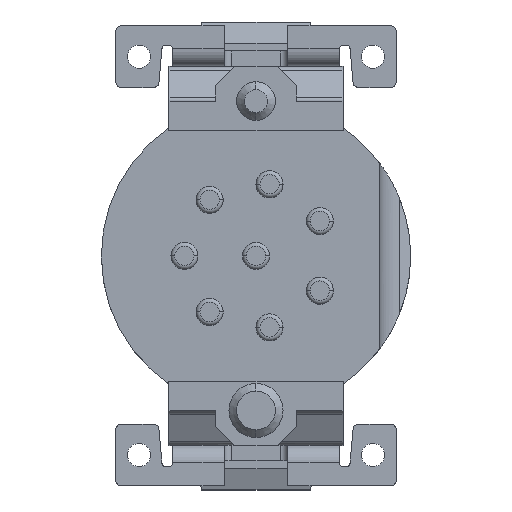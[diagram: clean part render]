
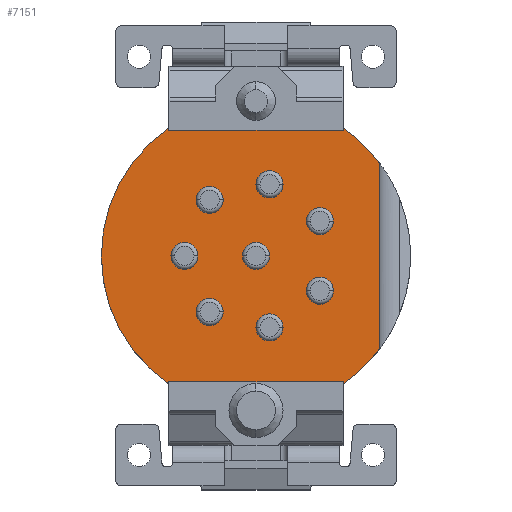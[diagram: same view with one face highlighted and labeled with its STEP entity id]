
A CAD part, top view. The second image highlights one B-rep face of the part: STEP entity #7151.
In plain terms, the highlighted planar face has unit normal (0, 0, 1).
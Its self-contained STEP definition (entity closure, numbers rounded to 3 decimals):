
#22=DIRECTION('',(0.,1.,0.));
#23=VECTOR('',#22,4.8);
#24=CARTESIAN_POINT('',(3.2,-2.4,-1.));
#25=LINE('',#24,#23);
#26=DIRECTION('',(0.,1.,0.));
#27=VECTOR('',#26,0.057);
#28=CARTESIAN_POINT('',(2.25,-3.307,-1.));
#29=LINE('',#28,#27);
#30=DIRECTION('',(-1.,0.,0.));
#31=VECTOR('',#30,4.5);
#32=CARTESIAN_POINT('',(2.25,-3.25,-1.));
#33=LINE('',#32,#31);
#34=DIRECTION('',(0.,1.,0.));
#35=VECTOR('',#34,0.057);
#36=CARTESIAN_POINT('',(-2.25,-3.307,-1.));
#37=LINE('',#36,#35);
#38=DIRECTION('',(0.,-1.,0.));
#39=VECTOR('',#38,0.057);
#40=CARTESIAN_POINT('',(-2.25,3.307,-1.));
#41=LINE('',#40,#39);
#42=DIRECTION('',(1.,0.,0.));
#43=VECTOR('',#42,4.5);
#44=CARTESIAN_POINT('',(-2.25,3.25,-1.));
#45=LINE('',#44,#43);
#46=DIRECTION('',(0.,-1.,0.));
#47=VECTOR('',#46,0.057);
#48=CARTESIAN_POINT('',(2.25,3.307,-1.));
#49=LINE('',#48,#47);
#50=CARTESIAN_POINT('',(1.65,0.9,-1.));
#51=DIRECTION('',(0.,0.,-1.));
#52=DIRECTION('',(1.,0.,0.));
#53=AXIS2_PLACEMENT_3D('',#50,#51,#52);
#55=CARTESIAN_POINT('',(1.65,0.9,-1.));
#56=DIRECTION('',(0.,0.,-1.));
#57=DIRECTION('',(-1.,0.,0.));
#58=AXIS2_PLACEMENT_3D('',#55,#56,#57);
#60=CARTESIAN_POINT('',(1.65,-0.9,-1.));
#61=DIRECTION('',(0.,0.,-1.));
#62=DIRECTION('',(1.,0.,0.));
#63=AXIS2_PLACEMENT_3D('',#60,#61,#62);
#65=CARTESIAN_POINT('',(1.65,-0.9,-1.));
#66=DIRECTION('',(0.,0.,-1.));
#67=DIRECTION('',(-1.,0.,0.));
#68=AXIS2_PLACEMENT_3D('',#65,#66,#67);
#70=CARTESIAN_POINT('',(0.35,-1.85,-1.));
#71=DIRECTION('',(0.,0.,-1.));
#72=DIRECTION('',(1.,0.,0.));
#73=AXIS2_PLACEMENT_3D('',#70,#71,#72);
#75=CARTESIAN_POINT('',(0.35,-1.85,-1.));
#76=DIRECTION('',(0.,0.,-1.));
#77=DIRECTION('',(-1.,0.,0.));
#78=AXIS2_PLACEMENT_3D('',#75,#76,#77);
#80=CARTESIAN_POINT('',(-1.2,-1.45,-1.));
#81=DIRECTION('',(0.,0.,-1.));
#82=DIRECTION('',(1.,0.,0.));
#83=AXIS2_PLACEMENT_3D('',#80,#81,#82);
#85=CARTESIAN_POINT('',(-1.2,-1.45,-1.));
#86=DIRECTION('',(0.,0.,-1.));
#87=DIRECTION('',(-1.,0.,0.));
#88=AXIS2_PLACEMENT_3D('',#85,#86,#87);
#90=CARTESIAN_POINT('',(-1.85,0.,-1.));
#91=DIRECTION('',(0.,0.,-1.));
#92=DIRECTION('',(1.,0.,0.));
#93=AXIS2_PLACEMENT_3D('',#90,#91,#92);
#95=CARTESIAN_POINT('',(-1.85,0.,-1.));
#96=DIRECTION('',(0.,0.,-1.));
#97=DIRECTION('',(-1.,0.,0.));
#98=AXIS2_PLACEMENT_3D('',#95,#96,#97);
#100=CARTESIAN_POINT('',(-1.2,1.45,-1.));
#101=DIRECTION('',(0.,0.,-1.));
#102=DIRECTION('',(1.,0.,0.));
#103=AXIS2_PLACEMENT_3D('',#100,#101,#102);
#105=CARTESIAN_POINT('',(-1.2,1.45,-1.));
#106=DIRECTION('',(0.,0.,-1.));
#107=DIRECTION('',(-1.,0.,0.));
#108=AXIS2_PLACEMENT_3D('',#105,#106,#107);
#110=CARTESIAN_POINT('',(0.35,1.85,-1.));
#111=DIRECTION('',(0.,0.,-1.));
#112=DIRECTION('',(1.,0.,0.));
#113=AXIS2_PLACEMENT_3D('',#110,#111,#112);
#115=CARTESIAN_POINT('',(0.35,1.85,-1.));
#116=DIRECTION('',(0.,0.,-1.));
#117=DIRECTION('',(-1.,0.,0.));
#118=AXIS2_PLACEMENT_3D('',#115,#116,#117);
#120=CARTESIAN_POINT('',(0.,0.,-1.));
#121=DIRECTION('',(0.,0.,-1.));
#122=DIRECTION('',(1.,0.,0.));
#123=AXIS2_PLACEMENT_3D('',#120,#121,#122);
#125=CARTESIAN_POINT('',(0.,0.,-1.));
#126=DIRECTION('',(0.,0.,-1.));
#127=DIRECTION('',(-1.,0.,0.));
#128=AXIS2_PLACEMENT_3D('',#125,#126,#127);
#187=CARTESIAN_POINT('',(0.,0.,-1.));
#188=DIRECTION('',(0.,0.,1.));
#189=DIRECTION('',(0.563,-0.827,0.));
#190=AXIS2_PLACEMENT_3D('',#187,#188,#189);
#234=CARTESIAN_POINT('',(0.,0.,-1.));
#235=DIRECTION('',(0.,0.,1.));
#236=DIRECTION('',(0.8,0.6,0.));
#237=AXIS2_PLACEMENT_3D('',#234,#235,#236);
#548=CARTESIAN_POINT('',(0.,0.,-1.));
#549=DIRECTION('',(0.,0.,-1.));
#550=DIRECTION('',(-0.563,-0.827,0.));
#551=AXIS2_PLACEMENT_3D('',#548,#549,#550);
#5611=CARTESIAN_POINT('',(2.25,-3.25,-1.));
#5612=CARTESIAN_POINT('',(-2.25,-3.25,-1.));
#5613=VERTEX_POINT('',#5611);
#5614=VERTEX_POINT('',#5612);
#5615=CARTESIAN_POINT('',(-2.25,3.25,-1.));
#5616=CARTESIAN_POINT('',(2.25,3.25,-1.));
#5617=VERTEX_POINT('',#5615);
#5618=VERTEX_POINT('',#5616);
#5619=CARTESIAN_POINT('',(-2.25,-3.307,-1.));
#5620=VERTEX_POINT('',#5619);
#5621=CARTESIAN_POINT('',(2.25,-3.307,-1.));
#5622=VERTEX_POINT('',#5621);
#5623=CARTESIAN_POINT('',(2.25,3.307,-1.));
#5624=VERTEX_POINT('',#5623);
#5625=CARTESIAN_POINT('',(-2.25,3.307,-1.));
#5626=VERTEX_POINT('',#5625);
#5643=CARTESIAN_POINT('',(3.2,-2.4,-1.));
#5644=CARTESIAN_POINT('',(3.2,2.4,-1.));
#5645=VERTEX_POINT('',#5643);
#5646=VERTEX_POINT('',#5644);
#6988=CARTESIAN_POINT('',(2.,0.9,-1.));
#6989=CARTESIAN_POINT('',(1.3,0.9,-1.));
#6990=VERTEX_POINT('',#6988);
#6991=VERTEX_POINT('',#6989);
#7000=CARTESIAN_POINT('',(2.,-0.9,-1.));
#7001=CARTESIAN_POINT('',(1.3,-0.9,-1.));
#7002=VERTEX_POINT('',#7000);
#7003=VERTEX_POINT('',#7001);
#7012=CARTESIAN_POINT('',(0.7,-1.85,-1.));
#7013=CARTESIAN_POINT('',(0.,-1.85,-1.));
#7014=VERTEX_POINT('',#7012);
#7015=VERTEX_POINT('',#7013);
#7024=CARTESIAN_POINT('',(-0.85,-1.45,-1.));
#7025=CARTESIAN_POINT('',(-1.55,-1.45,-1.));
#7026=VERTEX_POINT('',#7024);
#7027=VERTEX_POINT('',#7025);
#7036=CARTESIAN_POINT('',(-1.5,0.,-1.));
#7037=CARTESIAN_POINT('',(-2.2,0.,-1.));
#7038=VERTEX_POINT('',#7036);
#7039=VERTEX_POINT('',#7037);
#7048=CARTESIAN_POINT('',(-0.85,1.45,-1.));
#7049=CARTESIAN_POINT('',(-1.55,1.45,-1.));
#7050=VERTEX_POINT('',#7048);
#7051=VERTEX_POINT('',#7049);
#7060=CARTESIAN_POINT('',(0.7,1.85,-1.));
#7061=CARTESIAN_POINT('',(0.,1.85,-1.));
#7062=VERTEX_POINT('',#7060);
#7063=VERTEX_POINT('',#7061);
#7072=CARTESIAN_POINT('',(0.35,0.,-1.));
#7073=CARTESIAN_POINT('',(-0.35,0.,-1.));
#7074=VERTEX_POINT('',#7072);
#7075=VERTEX_POINT('',#7073);
#7076=CARTESIAN_POINT('',(0.,0.,-1.));
#7077=DIRECTION('',(0.,0.,1.));
#7078=DIRECTION('',(0.,1.,0.));
#7079=AXIS2_PLACEMENT_3D('',#7076,#7077,#7078);
#7080=PLANE('',#7079);
#7082=ORIENTED_EDGE('',*,*,#7081,.F.);
#7084=ORIENTED_EDGE('',*,*,#7083,.F.);
#7086=ORIENTED_EDGE('',*,*,#7085,.T.);
#7088=ORIENTED_EDGE('',*,*,#7087,.T.);
#7090=ORIENTED_EDGE('',*,*,#7089,.F.);
#7092=ORIENTED_EDGE('',*,*,#7091,.T.);
#7094=ORIENTED_EDGE('',*,*,#7093,.T.);
#7096=ORIENTED_EDGE('',*,*,#7095,.T.);
#7098=ORIENTED_EDGE('',*,*,#7097,.F.);
#7100=ORIENTED_EDGE('',*,*,#7099,.F.);
#7101=EDGE_LOOP('',(#7082,#7084,#7086,#7088,#7090,#7092,#7094,#7096,#7098,
#7100));
#7102=FACE_OUTER_BOUND('',#7101,.F.);
#7104=ORIENTED_EDGE('',*,*,#7103,.F.);
#7106=ORIENTED_EDGE('',*,*,#7105,.F.);
#7107=EDGE_LOOP('',(#7104,#7106));
#7108=FACE_BOUND('',#7107,.F.);
#7110=ORIENTED_EDGE('',*,*,#7109,.F.);
#7112=ORIENTED_EDGE('',*,*,#7111,.F.);
#7113=EDGE_LOOP('',(#7110,#7112));
#7114=FACE_BOUND('',#7113,.F.);
#7116=ORIENTED_EDGE('',*,*,#7115,.F.);
#7118=ORIENTED_EDGE('',*,*,#7117,.F.);
#7119=EDGE_LOOP('',(#7116,#7118));
#7120=FACE_BOUND('',#7119,.F.);
#7122=ORIENTED_EDGE('',*,*,#7121,.F.);
#7124=ORIENTED_EDGE('',*,*,#7123,.F.);
#7125=EDGE_LOOP('',(#7122,#7124));
#7126=FACE_BOUND('',#7125,.F.);
#7128=ORIENTED_EDGE('',*,*,#7127,.F.);
#7130=ORIENTED_EDGE('',*,*,#7129,.F.);
#7131=EDGE_LOOP('',(#7128,#7130));
#7132=FACE_BOUND('',#7131,.F.);
#7134=ORIENTED_EDGE('',*,*,#7133,.F.);
#7136=ORIENTED_EDGE('',*,*,#7135,.F.);
#7137=EDGE_LOOP('',(#7134,#7136));
#7138=FACE_BOUND('',#7137,.F.);
#7140=ORIENTED_EDGE('',*,*,#7139,.F.);
#7142=ORIENTED_EDGE('',*,*,#7141,.F.);
#7143=EDGE_LOOP('',(#7140,#7142));
#7144=FACE_BOUND('',#7143,.F.);
#7146=ORIENTED_EDGE('',*,*,#7145,.F.);
#7148=ORIENTED_EDGE('',*,*,#7147,.F.);
#7149=EDGE_LOOP('',(#7146,#7148));
#7150=FACE_BOUND('',#7149,.F.);
#54=CIRCLE('',#53,0.35);
#59=CIRCLE('',#58,0.35);
#64=CIRCLE('',#63,0.35);
#69=CIRCLE('',#68,0.35);
#74=CIRCLE('',#73,0.35);
#79=CIRCLE('',#78,0.35);
#84=CIRCLE('',#83,0.35);
#89=CIRCLE('',#88,0.35);
#94=CIRCLE('',#93,0.35);
#99=CIRCLE('',#98,0.35);
#104=CIRCLE('',#103,0.35);
#109=CIRCLE('',#108,0.35);
#114=CIRCLE('',#113,0.35);
#119=CIRCLE('',#118,0.35);
#124=CIRCLE('',#123,0.35);
#129=CIRCLE('',#128,0.35);
#191=CIRCLE('',#190,4.);
#238=CIRCLE('',#237,4.);
#552=CIRCLE('',#551,4.);
#7081=EDGE_CURVE('',#5645,#5646,#25,.T.);
#7083=EDGE_CURVE('',#5622,#5645,#191,.T.);
#7085=EDGE_CURVE('',#5622,#5613,#29,.T.);
#7087=EDGE_CURVE('',#5613,#5614,#33,.T.);
#7089=EDGE_CURVE('',#5620,#5614,#37,.T.);
#7091=EDGE_CURVE('',#5620,#5626,#552,.T.);
#7093=EDGE_CURVE('',#5626,#5617,#41,.T.);
#7095=EDGE_CURVE('',#5617,#5618,#45,.T.);
#7097=EDGE_CURVE('',#5624,#5618,#49,.T.);
#7099=EDGE_CURVE('',#5646,#5624,#238,.T.);
#7103=EDGE_CURVE('',#6990,#6991,#54,.T.);
#7105=EDGE_CURVE('',#6991,#6990,#59,.T.);
#7109=EDGE_CURVE('',#7002,#7003,#64,.T.);
#7111=EDGE_CURVE('',#7003,#7002,#69,.T.);
#7115=EDGE_CURVE('',#7014,#7015,#74,.T.);
#7117=EDGE_CURVE('',#7015,#7014,#79,.T.);
#7121=EDGE_CURVE('',#7026,#7027,#84,.T.);
#7123=EDGE_CURVE('',#7027,#7026,#89,.T.);
#7127=EDGE_CURVE('',#7038,#7039,#94,.T.);
#7129=EDGE_CURVE('',#7039,#7038,#99,.T.);
#7133=EDGE_CURVE('',#7050,#7051,#104,.T.);
#7135=EDGE_CURVE('',#7051,#7050,#109,.T.);
#7139=EDGE_CURVE('',#7062,#7063,#114,.T.);
#7141=EDGE_CURVE('',#7063,#7062,#119,.T.);
#7145=EDGE_CURVE('',#7074,#7075,#124,.T.);
#7147=EDGE_CURVE('',#7075,#7074,#129,.T.);
#7151=ADVANCED_FACE('',(#7102,#7108,#7114,#7120,#7126,#7132,#7138,#7144,#7150),
#7080,.T.);
